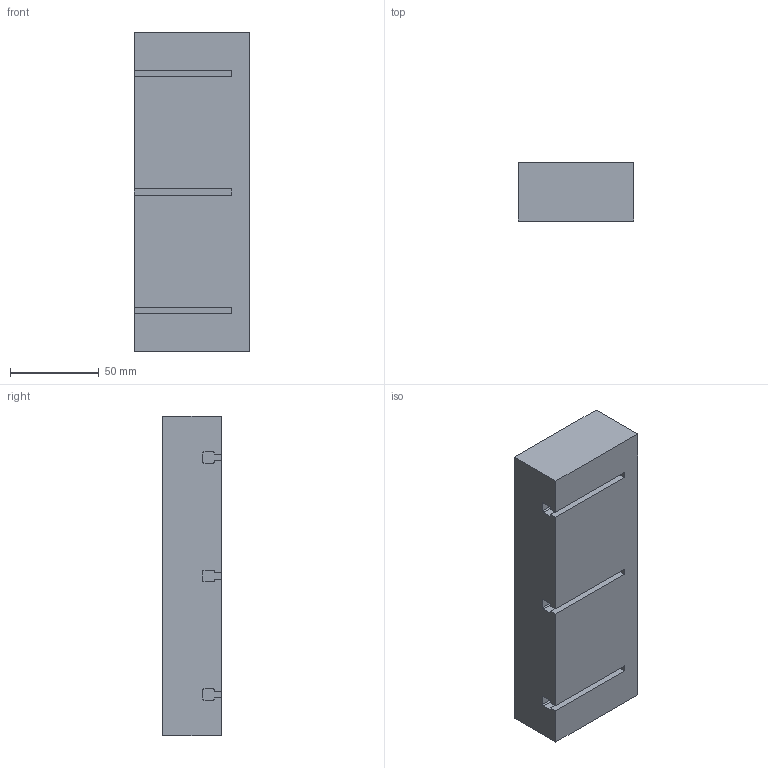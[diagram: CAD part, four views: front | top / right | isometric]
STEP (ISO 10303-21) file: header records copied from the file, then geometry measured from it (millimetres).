
FILE_DESCRIPTION (( 'STEP AP203' ), '1' );
FILE_NAME ('Main_top_50mm_Hole connections_sldprt.STEP', '2022-02-11T20:38:35', ( '' ), ( '' ), 'SwSTEP 2.0', 'SolidWorks 2021', '' );
FILE_SCHEMA (( 'CONFIG_CONTROL_DESIGN' ));
Length unit declared in the file: millimetre
Products named in the file (1): Main_top_50mm_Hole connections_sldprt
Bounding box: 65 x 33 x 180 mm (x, y, z)
Volume: 245439.8 mm3; surface area: 55636.9 mm2
Topology: 1 solids, 1 shells, 95 faces, 246 edges, 164 vertices
Faces by surface type: plane 63, cylinder 32
Entity records: 2981 total; most frequent: CARTESIAN_POINT 506, DIRECTION 502, ORIENTED_EDGE 492, EDGE_CURVE 246, VECTOR 182, LINE 182, VERTEX_POINT 164, AXIS2_PLACEMENT_3D 160
